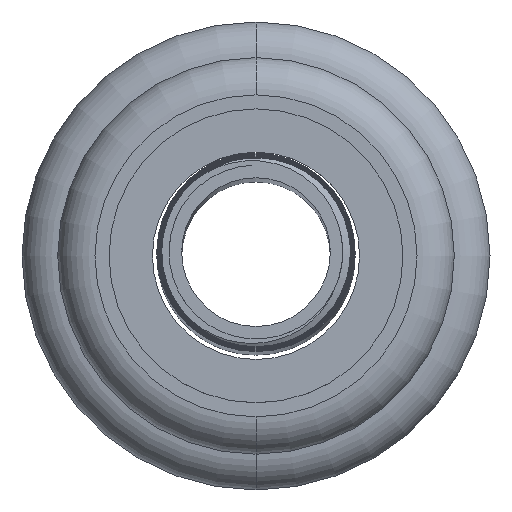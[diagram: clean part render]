
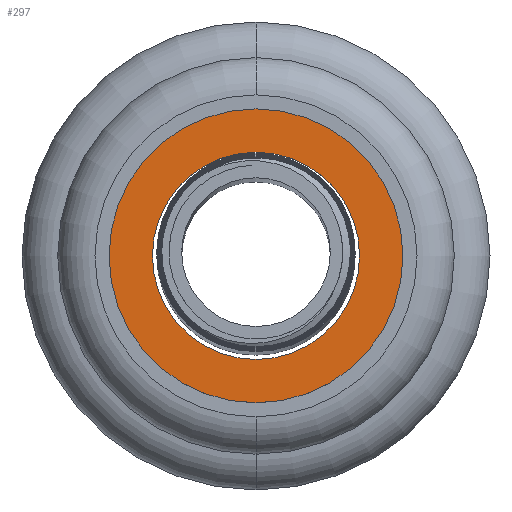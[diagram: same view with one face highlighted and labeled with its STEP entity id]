
A CAD part, top view. The second image highlights one B-rep face of the part: STEP entity #297.
In plain terms, the highlighted planar face has unit normal (0, 0, 1).
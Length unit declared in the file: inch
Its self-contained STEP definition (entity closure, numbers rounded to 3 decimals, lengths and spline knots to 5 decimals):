
#80=CARTESIAN_POINT('',(0.,0.,0.437));
#81=DIRECTION('',(0.,0.,1.));
#82=DIRECTION('',(0.,1.,0.));
#83=AXIS2_PLACEMENT_3D('',#80,#81,#82);
#85=CARTESIAN_POINT('',(0.,0.,0.437));
#86=DIRECTION('',(0.,0.,-1.));
#87=DIRECTION('',(0.,1.,0.));
#88=AXIS2_PLACEMENT_3D('',#85,#86,#87);
#90=CARTESIAN_POINT('',(0.,0.,0.437));
#91=DIRECTION('',(0.,0.,1.));
#92=DIRECTION('',(0.,1.,0.));
#93=AXIS2_PLACEMENT_3D('',#90,#91,#92);
#95=CARTESIAN_POINT('',(0.,0.,0.437));
#96=DIRECTION('',(0.,0.,1.));
#97=DIRECTION('',(0.,-1.,0.));
#98=AXIS2_PLACEMENT_3D('',#95,#96,#97);
#135=CARTESIAN_POINT('',(0.,0.741,0.437));
#137=VERTEX_POINT('',#135);
#145=CARTESIAN_POINT('',(0.,-0.741,0.437));
#147=VERTEX_POINT('',#145);
#160=CARTESIAN_POINT('',(0.,0.5225,0.437));
#161=CARTESIAN_POINT('',(0.,-0.5225,0.437));
#162=VERTEX_POINT('',#160);
#163=VERTEX_POINT('',#161);
#282=CARTESIAN_POINT('',(0.,0.,0.437));
#283=DIRECTION('',(0.,0.,-1.));
#284=DIRECTION('',(0.,-1.,0.));
#285=AXIS2_PLACEMENT_3D('',#282,#283,#284);
#286=PLANE('',#285);
#287=ORIENTED_EDGE('',*,*,#261,.F.);
#288=ORIENTED_EDGE('',*,*,#277,.T.);
#289=EDGE_LOOP('',(#287,#288));
#290=FACE_OUTER_BOUND('',#289,.F.);
#292=ORIENTED_EDGE('',*,*,#291,.T.);
#294=ORIENTED_EDGE('',*,*,#293,.T.);
#295=EDGE_LOOP('',(#292,#294));
#296=FACE_BOUND('',#295,.F.);
#297=ADVANCED_FACE('',(#290,#296),#286,.F.);
#84=CIRCLE('',#83,0.741);
#89=CIRCLE('',#88,0.741);
#94=CIRCLE('',#93,0.5225);
#99=CIRCLE('',#98,0.5225);
#261=EDGE_CURVE('',#137,#147,#84,.T.);
#277=EDGE_CURVE('',#137,#147,#89,.T.);
#291=EDGE_CURVE('',#162,#163,#94,.T.);
#293=EDGE_CURVE('',#163,#162,#99,.T.);
